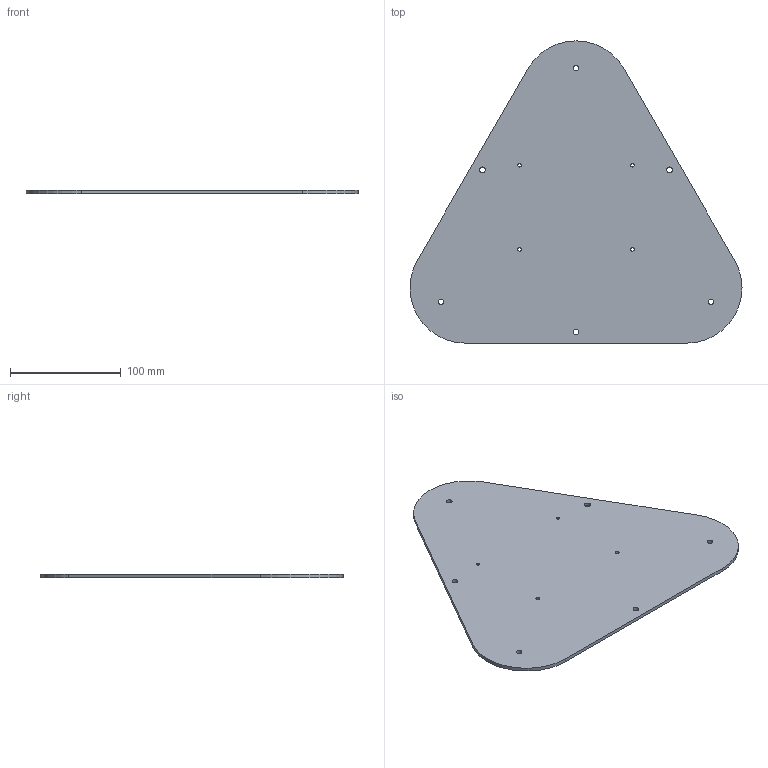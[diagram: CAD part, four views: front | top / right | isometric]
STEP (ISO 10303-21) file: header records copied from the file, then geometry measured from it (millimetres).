
FILE_DESCRIPTION(/* description */ (''),/* implementation_level */ '2;1');
FILE_NAME(/* name */ 'Bottom Plate.step',/* time_stamp */ '2019-10-22T02:52:03-04:00',/* author */ (''),/* organization */ (''),/* preprocessor_version */ 'ST-DEVELOPER v18',/* originating_system */ 'Autodesk Translation Framework v8.6.0.1094',/* authorisation */ '');
FILE_SCHEMA (('AUTOMOTIVE_DESIGN { 1 0 10303 214 3 1 1 }'));
Length unit declared in the file: millimetre
Products named in the file (1): Bottom Plate
Bounding box: 300 x 273.21 x 3.17 mm (x, y, z)
Volume: 174687.6 mm3; surface area: 113374.8 mm2
Topology: 1 solids, 1 shells, 18 faces, 52 edges, 36 vertices
Faces by surface type: cylinder 13, plane 5
Full cylindrical faces by diameter (mm): 3.2 x4, 5 x3, 5.2 x3
Entity records: 698 total; most frequent: DIRECTION 120, CARTESIAN_POINT 107, ORIENTED_EDGE 104, EDGE_CURVE 52, AXIS2_PLACEMENT_3D 49, EDGE_LOOP 38, VERTEX_POINT 36, CIRCLE 30
